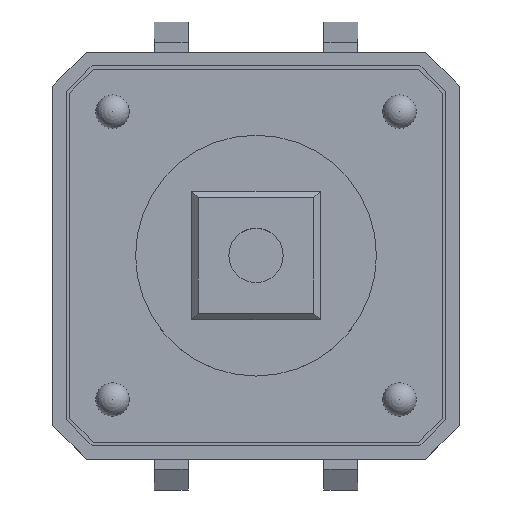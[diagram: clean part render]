
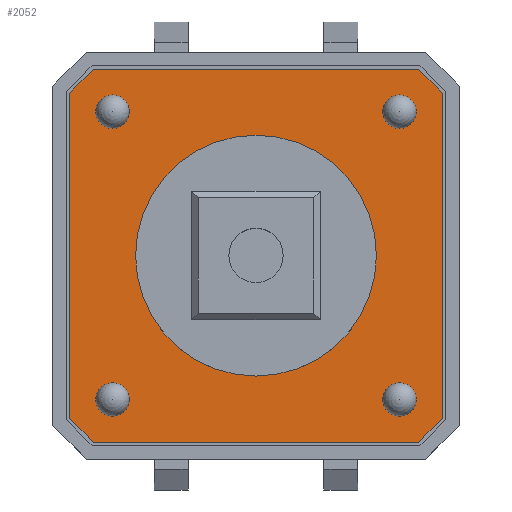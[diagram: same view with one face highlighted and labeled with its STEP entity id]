
A CAD part, top view. The second image highlights one B-rep face of the part: STEP entity #2052.
In plain terms, the highlighted planar face has unit normal (0, 0, 1).
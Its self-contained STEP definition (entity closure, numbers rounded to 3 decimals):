
#269=LINE('',#3249,#529);
#272=LINE('',#3255,#532);
#275=LINE('',#3261,#535);
#278=LINE('',#3267,#538);
#281=LINE('',#3273,#541);
#284=LINE('',#3279,#544);
#287=LINE('',#3285,#547);
#290=LINE('',#3289,#550);
#529=VECTOR('',#2676,10.);
#532=VECTOR('',#2681,10.);
#535=VECTOR('',#2686,10.);
#538=VECTOR('',#2691,10.);
#541=VECTOR('',#2696,10.);
#544=VECTOR('',#2701,10.);
#547=VECTOR('',#2706,10.);
#550=VECTOR('',#2711,10.);
#658=PLANE('',#2191);
#791=FACE_OUTER_BOUND('',#919,.T.);
#919=EDGE_LOOP('',(#1924,#1925,#1926,#1927,#1928,#1929,#1930,#1931));
#1102=VERTEX_POINT('',#3246);
#1103=VERTEX_POINT('',#3248);
#1105=VERTEX_POINT('',#3254);
#1107=VERTEX_POINT('',#3260);
#1109=VERTEX_POINT('',#3266);
#1111=VERTEX_POINT('',#3272);
#1113=VERTEX_POINT('',#3278);
#1115=VERTEX_POINT('',#3284);
#1366=EDGE_CURVE('',#1103,#1102,#269,.T.);
#1369=EDGE_CURVE('',#1105,#1103,#272,.T.);
#1372=EDGE_CURVE('',#1107,#1105,#275,.T.);
#1375=EDGE_CURVE('',#1109,#1107,#278,.T.);
#1378=EDGE_CURVE('',#1111,#1109,#281,.T.);
#1381=EDGE_CURVE('',#1113,#1111,#284,.T.);
#1384=EDGE_CURVE('',#1115,#1113,#287,.T.);
#1387=EDGE_CURVE('',#1102,#1115,#290,.T.);
#1924=ORIENTED_EDGE('',*,*,#1387,.T.);
#1925=ORIENTED_EDGE('',*,*,#1384,.T.);
#1926=ORIENTED_EDGE('',*,*,#1381,.T.);
#1927=ORIENTED_EDGE('',*,*,#1378,.T.);
#1928=ORIENTED_EDGE('',*,*,#1375,.T.);
#1929=ORIENTED_EDGE('',*,*,#1372,.T.);
#1930=ORIENTED_EDGE('',*,*,#1369,.T.);
#1931=ORIENTED_EDGE('',*,*,#1366,.T.);
#2052=ADVANCED_FACE('',(#791),#658,.T.);
#2191=AXIS2_PLACEMENT_3D('',#3291,#2714,#2715);
#2676=DIRECTION('',(0.,1.,0.));
#2681=DIRECTION('',(0.707,0.707,0.));
#2686=DIRECTION('',(1.,0.,0.));
#2691=DIRECTION('',(0.707,-0.707,0.));
#2696=DIRECTION('',(0.,-1.,0.));
#2701=DIRECTION('',(-0.707,-0.707,0.));
#2706=DIRECTION('',(-1.,0.,0.));
#2711=DIRECTION('',(-0.707,0.707,0.));
#2714=DIRECTION('center_axis',(0.,0.,1.));
#2715=DIRECTION('ref_axis',(1.,0.,0.));
#3246=CARTESIAN_POINT('',(5.5,4.793,3.3));
#3248=CARTESIAN_POINT('',(5.5,-4.793,3.3));
#3249=CARTESIAN_POINT('',(5.5,4.793,3.3));
#3254=CARTESIAN_POINT('',(4.793,-5.5,3.3));
#3255=CARTESIAN_POINT('',(5.5,-4.793,3.3));
#3260=CARTESIAN_POINT('',(-4.793,-5.5,3.3));
#3261=CARTESIAN_POINT('',(4.793,-5.5,3.3));
#3266=CARTESIAN_POINT('',(-5.5,-4.793,3.3));
#3267=CARTESIAN_POINT('',(-4.793,-5.5,3.3));
#3272=CARTESIAN_POINT('',(-5.5,4.793,3.3));
#3273=CARTESIAN_POINT('',(-5.5,-4.793,3.3));
#3278=CARTESIAN_POINT('',(-4.793,5.5,3.3));
#3279=CARTESIAN_POINT('',(-5.5,4.793,3.3));
#3284=CARTESIAN_POINT('',(4.793,5.5,3.3));
#3285=CARTESIAN_POINT('',(-4.793,5.5,3.3));
#3289=CARTESIAN_POINT('',(4.793,5.5,3.3));
#3291=CARTESIAN_POINT('Origin',(0.,0.,
3.3));
